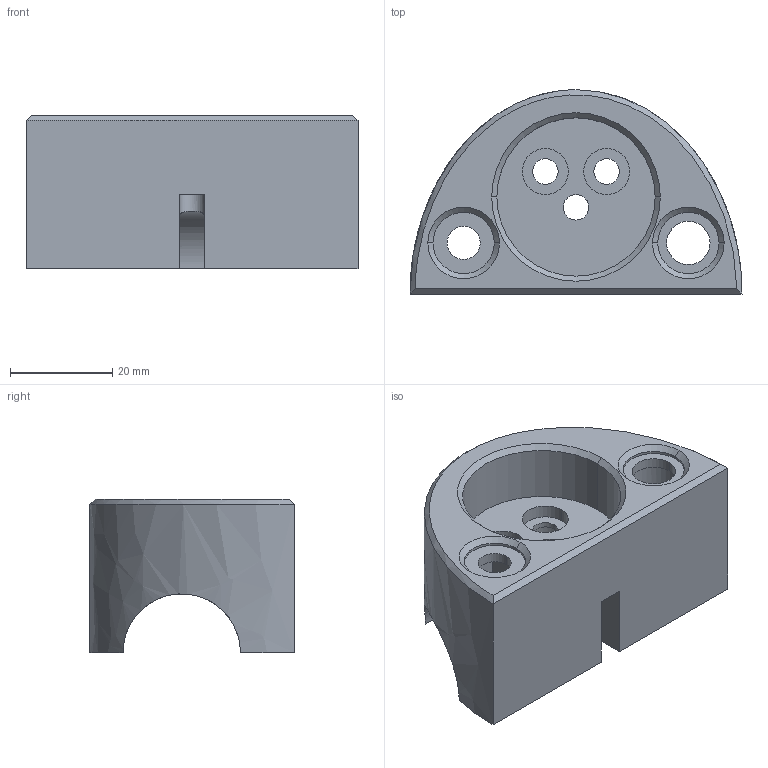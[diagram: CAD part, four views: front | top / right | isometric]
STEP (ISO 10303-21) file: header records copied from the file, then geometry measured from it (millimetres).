
FILE_DESCRIPTION (( 'STEP AP214' ), '1' );
FILE_NAME ('Motogadget sans vis avant.STEP', '2019-02-14T07:14:06', ( '' ), ( '' ), 'SwSTEP 2.0', 'SolidWorks 2016', '' );
FILE_SCHEMA (( 'AUTOMOTIVE_DESIGN' ));
Length unit declared in the file: millimetre
Products named in the file (1): Motogadget sans vis avant
Bounding box: 65 x 40 x 30 mm (x, y, z)
Volume: 32077.2 mm3; surface area: 13337.1 mm2
Topology: 1 solids, 1 shells, 73 faces, 176 edges, 114 vertices
Faces by surface type: cylinder 35, plane 29, cone 6, bspline 3
Entity records: 3050 total; most frequent: CARTESIAN_POINT 1269, DIRECTION 374, ORIENTED_EDGE 352, EDGE_CURVE 176, AXIS2_PLACEMENT_3D 145, VERTEX_POINT 114, EDGE_LOOP 92, VECTOR 84
